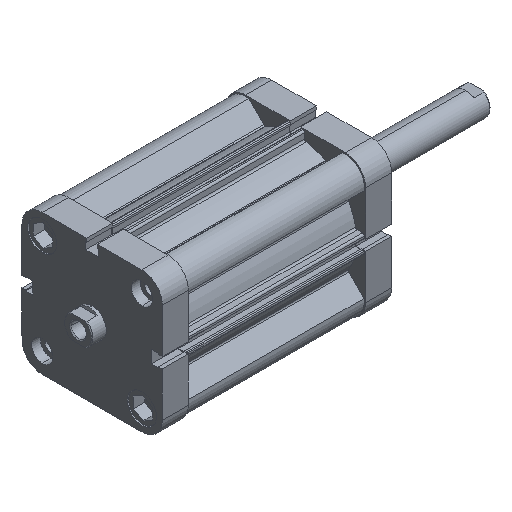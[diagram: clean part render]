
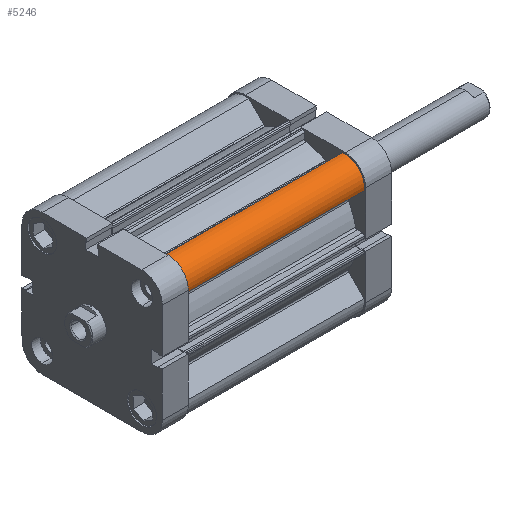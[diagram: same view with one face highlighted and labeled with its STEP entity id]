
A CAD part, isometric view. The second image highlights one B-rep face of the part: STEP entity #5246.
In plain terms, the highlighted cylindrical face has radius 10.75 mm (diameter 21.5 mm), a partial arc.
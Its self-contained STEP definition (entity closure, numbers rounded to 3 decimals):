
#143 = CARTESIAN_POINT ( 'NONE',  ( 26.479, -38.853, 100.5 ) ) ;
#168 = DIRECTION ( 'NONE',  ( 0., 0., -1. ) ) ;
#212 = LINE ( 'NONE', #2258, #7504 ) ;
#671 = ORIENTED_EDGE ( 'NONE', *, *, #5519, .T. ) ;
#672 = ORIENTED_EDGE ( 'NONE', *, *, #1598, .F. ) ;
#673 = ORIENTED_EDGE ( 'NONE', *, *, #5401, .F. ) ;
#674 = ORIENTED_EDGE ( 'NONE', *, *, #1824, .T. ) ;
#1420 = EDGE_LOOP ( 'NONE', ( #671, #672, #673, #674 ) ) ;
#1598 = EDGE_CURVE ( 'NONE', #7322, #7399, #212, .T. ) ;
#1824 = EDGE_CURVE ( 'NONE', #7430, #7344, #6201, .T. ) ;
#2245 = DIRECTION ( 'NONE',  ( 0., 0., -1. ) ) ;
#2258 = CARTESIAN_POINT ( 'NONE',  ( 38.853, -26.479, 100.5 ) ) ;
#3459 = DIRECTION ( 'NONE',  ( 0., 0., -1. ) ) ;
#3462 = DIRECTION ( 'NONE',  ( -1., 0., 0. ) ) ;
#3467 = CARTESIAN_POINT ( 'NONE',  ( 28.25, -28.25, 100.5 ) ) ;
#3931 = CARTESIAN_POINT ( 'NONE',  ( 28.25, -28.25, 100.5 ) ) ;
#3940 = DIRECTION ( 'NONE',  ( 0., 0., 1. ) ) ;
#3941 = DIRECTION ( 'NONE',  ( -1., 0., 0. ) ) ;
#4220 = CARTESIAN_POINT ( 'NONE',  ( 28.25, -28.25, 0. ) ) ;
#4229 = DIRECTION ( 'NONE',  ( 0., 0., 1. ) ) ;
#4230 = DIRECTION ( 'NONE',  ( -1., 0., 0. ) ) ;
#4637 = CARTESIAN_POINT ( 'NONE',  ( 38.853, -26.479, 100.5 ) ) ;
#4659 = CARTESIAN_POINT ( 'NONE',  ( 26.479, -38.853, 0. ) ) ;
#4714 = CARTESIAN_POINT ( 'NONE',  ( 38.853, -26.479, 0. ) ) ;
#4745 = CARTESIAN_POINT ( 'NONE',  ( 26.479, -38.853, 100.5 ) ) ;
#5246 = ADVANCED_FACE ( 'NONE', ( #6745 ), #6742, .T. ) ;
#5401 = EDGE_CURVE ( 'NONE', #7430, #7322, #6968, .T. ) ;
#5519 = EDGE_CURVE ( 'NONE', #7344, #7399, #7151, .T. ) ;
#5878 = AXIS2_PLACEMENT_3D ( 'NONE', #3467, #3459, #3462 ) ;
#5959 = AXIS2_PLACEMENT_3D ( 'NONE', #3931, #3940, #3941 ) ;
#6032 = AXIS2_PLACEMENT_3D ( 'NONE', #4220, #4229, #4230 ) ;
#6201 = LINE ( 'NONE', #143, #6210 ) ;
#6210 = VECTOR ( 'NONE', #168, 1000. ) ;
#6742 = CYLINDRICAL_SURFACE ( 'NONE', #5878, 10.75 ) ;
#6745 = FACE_OUTER_BOUND ( 'NONE', #1420, .T. ) ;
#6968 = CIRCLE ( 'NONE', #5959, 10.75 ) ;
#7151 = CIRCLE ( 'NONE', #6032, 10.75 ) ;
#7322 = VERTEX_POINT ( 'NONE', #4637 ) ;
#7344 = VERTEX_POINT ( 'NONE', #4659 ) ;
#7399 = VERTEX_POINT ( 'NONE', #4714 ) ;
#7430 = VERTEX_POINT ( 'NONE', #4745 ) ;
#7504 = VECTOR ( 'NONE', #2245, 1000. ) ;
